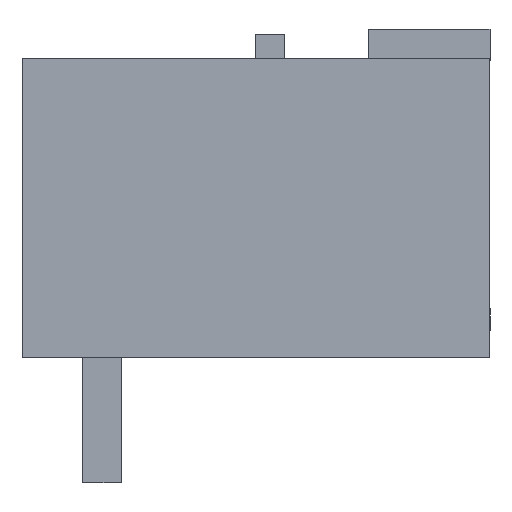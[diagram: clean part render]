
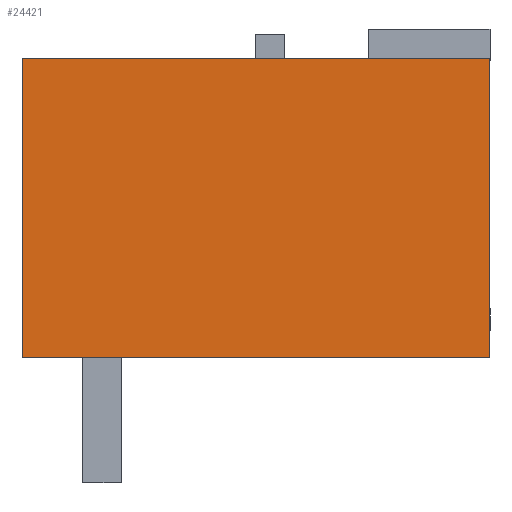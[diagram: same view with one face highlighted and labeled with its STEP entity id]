
A CAD part, left-side view. The second image highlights one B-rep face of the part: STEP entity #24421.
In plain terms, the highlighted planar face has unit normal (-1, 0, 0).
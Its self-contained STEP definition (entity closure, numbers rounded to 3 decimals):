
#24408=AXIS2_PLACEMENT_3D('Plane Axis2P3D',#24405,#24406,#24407) ;
#20024=CARTESIAN_POINT('Vertex',(0.,12.,3.2)) ;
#20027=CARTESIAN_POINT('Line Origine',(0.,12.,7.04)) ;
#20031=CARTESIAN_POINT('Vertex',(0.,12.,10.88)) ;
#20849=CARTESIAN_POINT('Vertex',(0.,0.,10.88)) ;
#20852=CARTESIAN_POINT('Line Origine',(0.,0.,7.04)) ;
#20856=CARTESIAN_POINT('Vertex',(0.,0.,3.2)) ;
#24187=CARTESIAN_POINT('Line Origine',(0.,6.,10.88)) ;
#24405=CARTESIAN_POINT('Axis2P3D Location',(0.,0.,10.88)) ;
#24410=CARTESIAN_POINT('Line Origine',(0.,6.,3.2)) ;
#20028=DIRECTION('Vector Direction',(0.,0.,-1.)) ;
#20853=DIRECTION('Vector Direction',(0.,0.,-1.)) ;
#24188=DIRECTION('Vector Direction',(0.,1.,0.)) ;
#24406=DIRECTION('Axis2P3D Direction',(1.,0.,0.)) ;
#24407=DIRECTION('Axis2P3D XDirection',(0.,0.,-1.)) ;
#24411=DIRECTION('Vector Direction',(0.,1.,0.)) ;
#20029=VECTOR('Line Direction',#20028,1.) ;
#20854=VECTOR('Line Direction',#20853,1.) ;
#24189=VECTOR('Line Direction',#24188,1.) ;
#24412=VECTOR('Line Direction',#24411,1.) ;
#24416=ORIENTED_EDGE('',*,*,#24414,.F.) ;
#24417=ORIENTED_EDGE('',*,*,#20858,.F.) ;
#24418=ORIENTED_EDGE('',*,*,#24191,.T.) ;
#24419=ORIENTED_EDGE('',*,*,#20033,.F.) ;
#24421=ADVANCED_FACE('Body',(#24420),#24409,.F.) ;
#20033=EDGE_CURVE('',#20025,#20032,#20030,.F.) ;
#20858=EDGE_CURVE('',#20850,#20857,#20855,.T.) ;
#24191=EDGE_CURVE('',#20850,#20032,#24190,.T.) ;
#24414=EDGE_CURVE('',#20857,#20025,#24413,.T.) ;
#24415=EDGE_LOOP('',(#24416,#24417,#24418,#24419)) ;
#24420=FACE_OUTER_BOUND('',#24415,.T.) ;
#20030=LINE('Line',#20027,#20029) ;
#20855=LINE('Line',#20852,#20854) ;
#24190=LINE('Line',#24187,#24189) ;
#24413=LINE('Line',#24410,#24412) ;
#24409=PLANE('',#24408) ;
#20025=VERTEX_POINT('',#20024) ;
#20032=VERTEX_POINT('',#20031) ;
#20850=VERTEX_POINT('',#20849) ;
#20857=VERTEX_POINT('',#20856) ;
